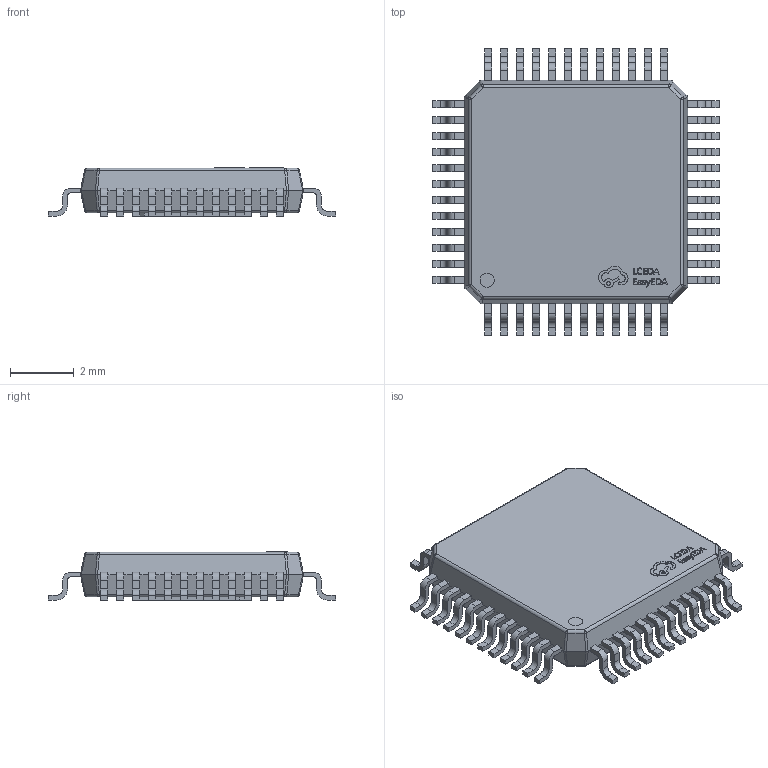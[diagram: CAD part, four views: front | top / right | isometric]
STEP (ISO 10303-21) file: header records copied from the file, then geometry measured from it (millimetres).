
FILE_DESCRIPTION (( 'STEP AP214' ), '1' );
FILE_NAME ('LQFP-48_L7.0-W7.0-P0.50-LS9.0-BL-EP3.6.STEP', '2023-07-10T12:51:13', ( '' ), ( '' ), 'SwSTEP 2.0', 'SolidWorks 2020', '' );
FILE_SCHEMA (( 'AUTOMOTIVE_DESIGN' ));
Length unit declared in the file: millimetre
Products named in the file (1): LQFP-48_L7.0-W7.0-P0.50-LS9.0-BL-EP3.6
Bounding box: 9 x 9 x 1.51 mm (x, y, z)
Volume: 68.8 mm3; surface area: 182 mm2
Topology: 1 solids, 1 shells, 923 faces, 2636 edges, 1736 vertices
Faces by surface type: plane 583, cylinder 226, bspline 98, sphere 16
Entity records: 40593 total; most frequent: CARTESIAN_POINT 6626, ORIENTED_EDGE 5272, DIRECTION 4516, EDGE_CURVE 2636, VECTOR 1992, LINE 1992, VERTEX_POINT 1736, AXIS2_PLACEMENT_3D 1262
